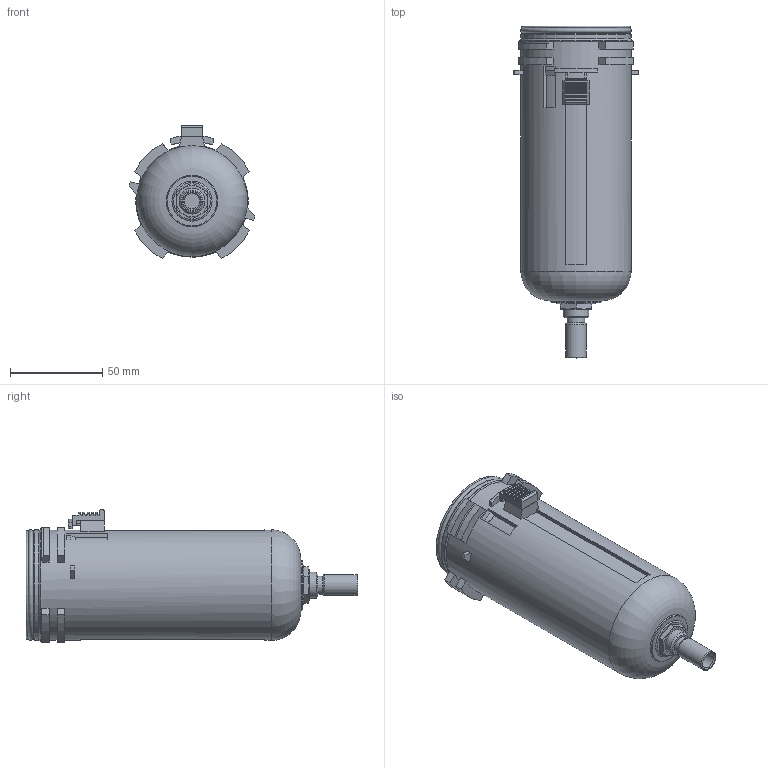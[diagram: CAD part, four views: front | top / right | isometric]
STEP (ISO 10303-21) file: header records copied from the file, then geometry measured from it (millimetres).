
FILE_DESCRIPTION(/* description */ ('STEP AP214'),/* implementation_level */ '2;1');
FILE_NAME(/* name */ '030304',/* time_stamp */ '2026-03-18T12:13:35+01:00',/* author */ ('License CC BY-ND 4.0'),/* organization */ ('CADENAS'),/* preprocessor_version */ 'ST-DEVELOPER v20',/* originating_system */ 'PARTsolutions',/* authorisation */ ' ');
FILE_SCHEMA (('AUTOMOTIVE_DESIGN {1 0 10303 214 3 1 1}'));
Length unit declared in the file: millimetre
Products named in the file (4): 030304; 030304_G; 030304_A; 030304_RE
Assembly tree (3 placements, depth 2):
  030304
    030304_G
    030304_A
    030304_RE
Bounding box: 68.18 x 180 x 71.93 mm (x, y, z)
Volume: 416309 mm3; surface area: 39990.6 mm2
Topology: 3 solids, 3 shells, 213 faces, 541 edges, 350 vertices
Faces by surface type: plane 118, cylinder 46, torus 37, cone 12
Full cylindrical faces by diameter (mm): 8.566 x1, 9.728 x1, 11.3 x1, 14 x1, 27 x1, 55.6 x2, 59.8 x1, 60 x1
Entity records: 7139 total; most frequent: CARTESIAN_POINT 1277, DIRECTION 1054, ORIENTED_EDGE 1022, EDGE_CURVE 511, AXIS2_PLACEMENT_3D 394, VERTEX_POINT 345, LINE 266, VECTOR 266
